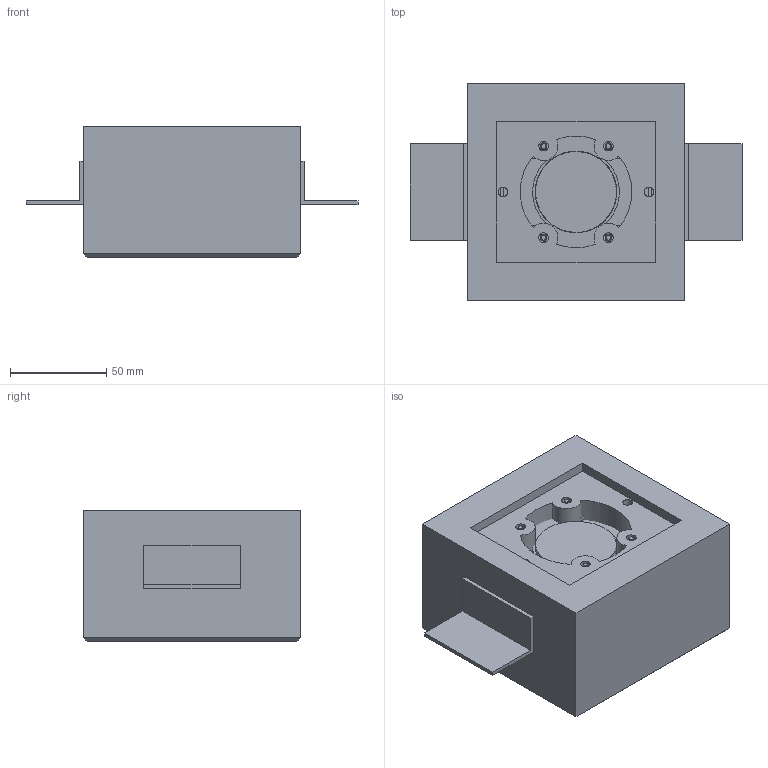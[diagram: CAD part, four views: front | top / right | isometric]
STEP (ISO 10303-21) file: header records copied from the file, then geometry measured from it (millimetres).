
FILE_DESCRIPTION(/* description */ (''),/* implementation_level */ '2;1');
FILE_NAME(/* name */ 'T382_Filiatra',/* time_stamp */ '2022-03-24T15:34:50+01:00',/* author */ (''),/* organization */ (''),/* preprocessor_version */ 'ST-DEVELOPER v16.5',/* originating_system */ '',/* authorisation */ '');
FILE_SCHEMA (('AUTOMOTIVE_DESIGN'));
Length unit declared in the file: millimetre
Products named in the file (1): Document
Bounding box: 172.5 x 113 x 68 mm (x, y, z)
Volume: 557758.8 mm3; surface area: 153966.6 mm2
Topology: 14 solids, 14 shells, 223 faces, 507 edges, 334 vertices
Faces by surface type: plane 118, bspline 105
Entity records: 6484 total; most frequent: CARTESIAN_POINT 3137, ORIENTED_EDGE 1014, EDGE_CURVE 507, VERTEX_POINT 334, EDGE_LOOP 271, B_SPLINE_CURVE_WITH_KNOTS 234, ADVANCED_FACE 223, FACE_OUTER_BOUND 223
